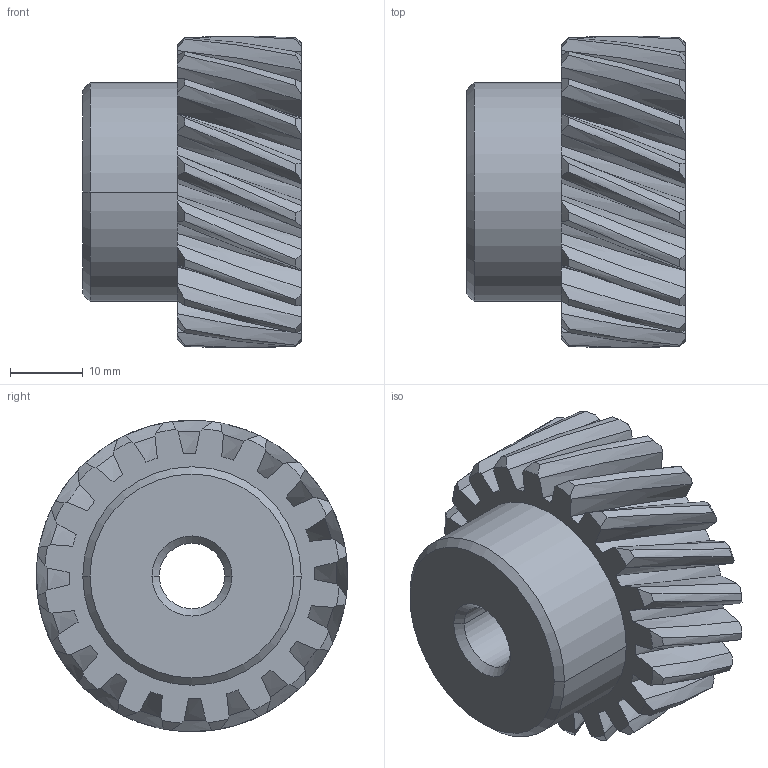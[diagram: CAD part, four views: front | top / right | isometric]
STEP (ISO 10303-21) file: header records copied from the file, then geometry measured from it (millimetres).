
FILE_DESCRIPTION((''),'2;1');
FILE_NAME('S15-25LQ','2016-04-09T',('Administrator'),(''),'PRO/ENGINEER BY PARAMETRIC TECHNOLOGY CORPORATION, 2010480','PRO/ENGINEER BY PARAMETRIC TECHNOLOGY CORPORATION, 2010480','');
FILE_SCHEMA(('CONFIG_CONTROL_DESIGN'));
Length unit declared in the file: millimetre
Products named in the file (1): S15-25LQ
Bounding box: 30 x 42.75 x 42.75 mm (x, y, z)
Volume: 27034.8 mm3; surface area: 8666 mm2
Topology: 1 solids, 1 shells, 173 faces, 506 edges, 336 vertices
Faces by surface type: bspline 100, cone 46, cylinder 24, plane 3
Entity records: 8966 total; most frequent: CARTESIAN_POINT 5335, ORIENTED_EDGE 1012, EDGE_CURVE 506, B_SPLINE_CURVE_WITH_KNOTS 400, DIRECTION 348, VERTEX_POINT 336, EDGE_LOOP 176, FACE_OUTER_BOUND 173
